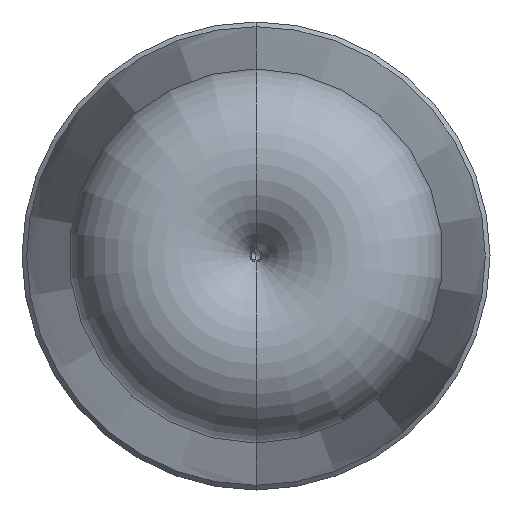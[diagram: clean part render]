
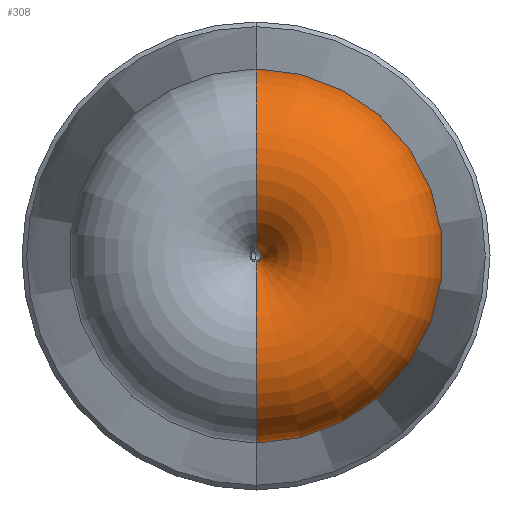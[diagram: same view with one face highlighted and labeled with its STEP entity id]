
A CAD part, front view. The second image highlights one B-rep face of the part: STEP entity #308.
In plain terms, the highlighted toroidal (fillet/blend) face has major radius 5 mm and minor radius 5 mm.
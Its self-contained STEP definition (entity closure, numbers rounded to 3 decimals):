
#14 = AXIS2_PLACEMENT_3D ( 'NONE', #149, #54, #340 ) ;
#54 = DIRECTION ( 'NONE',  ( 0., 1., 0. ) ) ;
#58 = AXIS2_PLACEMENT_3D ( 'NONE', #557, #554, #465 ) ;
#63 = CARTESIAN_POINT ( 'NONE',  ( 0., 3.236, 0. ) ) ;
#68 = DIRECTION ( 'NONE',  ( 0., 1., 0. ) ) ;
#76 = VERTEX_POINT ( 'NONE', #351 ) ;
#90 = CIRCLE ( 'NONE', #397, 5. ) ;
#98 = DIRECTION ( 'NONE',  ( 1., 0., 0. ) ) ;
#107 = EDGE_CURVE ( 'NONE', #76, #379, #532, .T. ) ;
#118 = ORIENTED_EDGE ( 'NONE', *, *, #444, .T. ) ;
#149 = CARTESIAN_POINT ( 'NONE',  ( 0., 8., 0. ) ) ;
#156 = EDGE_CURVE ( 'NONE', #76, #428, #575, .T. ) ;
#160 = DIRECTION ( 'NONE',  ( 1., 0., 0. ) ) ;
#179 = TOROIDAL_SURFACE ( 'NONE', #58, 5., 5. ) ;
#182 = CARTESIAN_POINT ( 'NONE',  ( 0., 8., -9. ) ) ;
#223 = ORIENTED_EDGE ( 'NONE', *, *, #156, .F. ) ;
#230 = ORIENTED_EDGE ( 'NONE', *, *, #107, .T. ) ;
#242 = DIRECTION ( 'NONE',  ( 0., 0., -1. ) ) ;
#259 = DIRECTION ( 'NONE',  ( 0., 0., 1. ) ) ;
#308 = ADVANCED_FACE ( 'NONE', ( #383 ), #179, .T. ) ;
#314 = DIRECTION ( 'NONE',  ( -1., 0., 0. ) ) ;
#318 = AXIS2_PLACEMENT_3D ( 'NONE', #590, #314, #259 ) ;
#321 = VERTEX_POINT ( 'NONE', #182 ) ;
#340 = DIRECTION ( 'NONE',  ( 0., 0., -1. ) ) ;
#350 = ORIENTED_EDGE ( 'NONE', *, *, #519, .F. ) ;
#351 = CARTESIAN_POINT ( 'NONE',  ( 0., 3.236, 0.321 ) ) ;
#379 = VERTEX_POINT ( 'NONE', #558 ) ;
#382 = CARTESIAN_POINT ( 'NONE',  ( 0., 5., -5. ) ) ;
#383 = FACE_OUTER_BOUND ( 'NONE', #420, .T. ) ;
#397 = AXIS2_PLACEMENT_3D ( 'NONE', #382, #98, #242 ) ;
#420 = EDGE_LOOP ( 'NONE', ( #230, #118, #350, #223 ) ) ;
#428 = VERTEX_POINT ( 'NONE', #467 ) ;
#444 = EDGE_CURVE ( 'NONE', #379, #321, #90, .T. ) ;
#460 = CIRCLE ( 'NONE', #14, 9. ) ;
#465 = DIRECTION ( 'NONE',  ( 0., 0., 1. ) ) ;
#467 = CARTESIAN_POINT ( 'NONE',  ( 0., 8., 9. ) ) ;
#519 = EDGE_CURVE ( 'NONE', #428, #321, #460, .T. ) ;
#525 = AXIS2_PLACEMENT_3D ( 'NONE', #63, #68, #160 ) ;
#532 = CIRCLE ( 'NONE', #525, 0.321 ) ;
#554 = DIRECTION ( 'NONE',  ( 0., 1., 0. ) ) ;
#557 = CARTESIAN_POINT ( 'NONE',  ( 0., 5., 0. ) ) ;
#558 = CARTESIAN_POINT ( 'NONE',  ( 0., 3.236, -0.321 ) ) ;
#575 = CIRCLE ( 'NONE', #318, 5. ) ;
#590 = CARTESIAN_POINT ( 'NONE',  ( 0., 5., 5. ) ) ;
